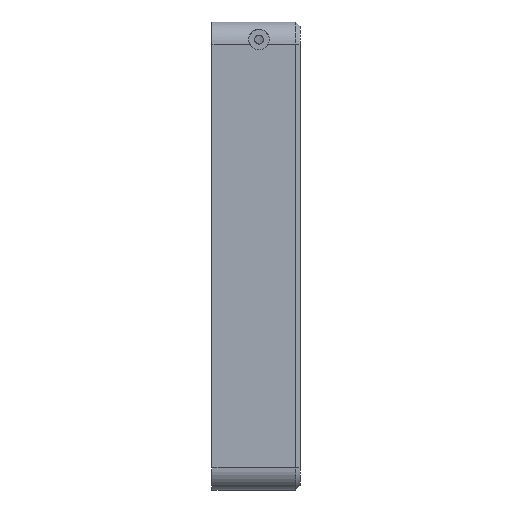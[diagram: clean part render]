
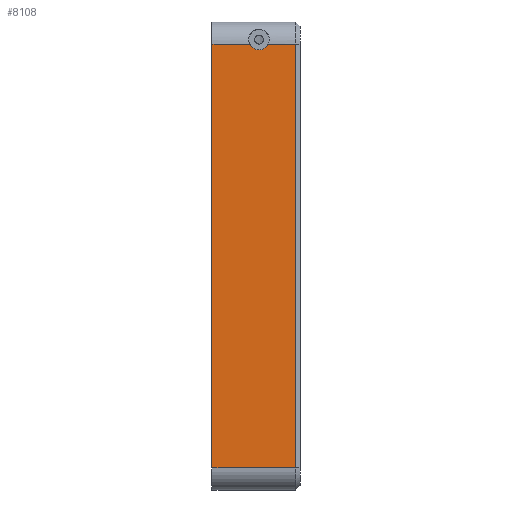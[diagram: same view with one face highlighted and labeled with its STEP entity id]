
A CAD part, left-side view. The second image highlights one B-rep face of the part: STEP entity #8108.
In plain terms, the highlighted planar face has unit normal (-1, 0, 0).
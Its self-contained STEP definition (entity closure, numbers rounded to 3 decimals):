
#13 = LINE ( 'NONE', #5259, #2892 ) ;
#51 = ORIENTED_EDGE ( 'NONE', *, *, #6564, .T. ) ;
#127 = AXIS2_PLACEMENT_3D ( 'NONE', #7059, #1165, #527 ) ;
#290 = VERTEX_POINT ( 'NONE', #883 ) ;
#336 = CARTESIAN_POINT ( 'NONE',  ( -21.75, 7.8, 49. ) ) ;
#405 = CIRCLE ( 'NONE', #6860, 2.325 ) ;
#451 = ORIENTED_EDGE ( 'NONE', *, *, #7717, .F. ) ;
#519 = EDGE_LOOP ( 'NONE', ( #6189, #6398, #451, #2591, #4945, #51, #7510 ) ) ;
#527 = DIRECTION ( 'NONE',  ( 0., 0., 1. ) ) ;
#816 = LINE ( 'NONE', #1412, #1773 ) ;
#883 = CARTESIAN_POINT ( 'NONE',  ( -21.75, 18.45, 48. ) ) ;
#1165 = DIRECTION ( 'NONE',  ( -1., 0., 0. ) ) ;
#1343 = CARTESIAN_POINT ( 'NONE',  ( -21.75, 7.8, 46.675 ) ) ;
#1395 = DIRECTION ( 'NONE',  ( 0., 0., 1. ) ) ;
#1412 = CARTESIAN_POINT ( 'NONE',  ( -21.75, -1.5, -48. ) ) ;
#1773 = VECTOR ( 'NONE', #6829, 1000. ) ;
#1921 = DIRECTION ( 'NONE',  ( 0., 0., 1. ) ) ;
#1922 = VERTEX_POINT ( 'NONE', #8061 ) ;
#1960 = LINE ( 'NONE', #6049, #4251 ) ;
#2591 = ORIENTED_EDGE ( 'NONE', *, *, #6483, .F. ) ;
#2892 = VECTOR ( 'NONE', #5299, 1000. ) ;
#3013 = VERTEX_POINT ( 'NONE', #3601 ) ;
#3146 = CARTESIAN_POINT ( 'NONE',  ( -21.75, 9.899, 48. ) ) ;
#3252 = DIRECTION ( 'NONE',  ( 0., 1., 0. ) ) ;
#3283 = DIRECTION ( 'NONE',  ( -1., 0., 0. ) ) ;
#3601 = CARTESIAN_POINT ( 'NONE',  ( -21.75, 18.45, -48. ) ) ;
#3698 = LINE ( 'NONE', #8199, #6043 ) ;
#4051 = CARTESIAN_POINT ( 'NONE',  ( -21.75, -1.5, -48. ) ) ;
#4137 = FACE_OUTER_BOUND ( 'NONE', #519, .T. ) ;
#4210 = LINE ( 'NONE', #4854, #8084 ) ;
#4251 = VECTOR ( 'NONE', #1395, 1000. ) ;
#4854 = CARTESIAN_POINT ( 'NONE',  ( -21.75, -1.5, 48. ) ) ;
#4945 = ORIENTED_EDGE ( 'NONE', *, *, #6740, .T. ) ;
#5203 = VERTEX_POINT ( 'NONE', #1343 ) ;
#5259 = CARTESIAN_POINT ( 'NONE',  ( -21.75, 18.45, -48. ) ) ;
#5263 = CARTESIAN_POINT ( 'NONE',  ( -21.75, -0.5, -48. ) ) ;
#5299 = DIRECTION ( 'NONE',  ( 0., 0., 1. ) ) ;
#5775 = VERTEX_POINT ( 'NONE', #7539 ) ;
#5914 = DIRECTION ( 'NONE',  ( 0., 0., 1. ) ) ;
#6030 = VERTEX_POINT ( 'NONE', #5263 ) ;
#6043 = VECTOR ( 'NONE', #3252, 1000. ) ;
#6049 = CARTESIAN_POINT ( 'NONE',  ( -21.75, -0.5, 48. ) ) ;
#6189 = ORIENTED_EDGE ( 'NONE', *, *, #6690, .F. ) ;
#6258 = EDGE_CURVE ( 'NONE', #5203, #1922, #8223, .T. ) ;
#6317 = DIRECTION ( 'NONE',  ( -1., 0., 0. ) ) ;
#6398 = ORIENTED_EDGE ( 'NONE', *, *, #6627, .T. ) ;
#6483 = EDGE_CURVE ( 'NONE', #6030, #3013, #816, .T. ) ;
#6564 = EDGE_CURVE ( 'NONE', #5775, #1922, #4210, .T. ) ;
#6627 = EDGE_CURVE ( 'NONE', #6997, #290, #3698, .T. ) ;
#6690 = EDGE_CURVE ( 'NONE', #6997, #5203, #405, .T. ) ;
#6740 = EDGE_CURVE ( 'NONE', #6030, #5775, #1960, .T. ) ;
#6829 = DIRECTION ( 'NONE',  ( 0., 1., 0. ) ) ;
#6860 = AXIS2_PLACEMENT_3D ( 'NONE', #336, #6317, #1921 ) ;
#6997 = VERTEX_POINT ( 'NONE', #3146 ) ;
#7059 = CARTESIAN_POINT ( 'NONE',  ( -21.75, 7.8, 49. ) ) ;
#7188 = AXIS2_PLACEMENT_3D ( 'NONE', #4051, #3283, #5914 ) ;
#7284 = PLANE ( 'NONE',  #7188 ) ;
#7510 = ORIENTED_EDGE ( 'NONE', *, *, #6258, .F. ) ;
#7539 = CARTESIAN_POINT ( 'NONE',  ( -21.75, -0.5, 48. ) ) ;
#7717 = EDGE_CURVE ( 'NONE', #3013, #290, #13, .T. ) ;
#8061 = CARTESIAN_POINT ( 'NONE',  ( -21.75, 5.701, 48. ) ) ;
#8084 = VECTOR ( 'NONE', #8155, 1000. ) ;
#8108 = ADVANCED_FACE ( 'NONE', ( #4137 ), #7284, .T. ) ;
#8155 = DIRECTION ( 'NONE',  ( 0., 1., 0. ) ) ;
#8199 = CARTESIAN_POINT ( 'NONE',  ( -21.75, -1.5, 48. ) ) ;
#8223 = CIRCLE ( 'NONE', #127, 2.325 ) ;
